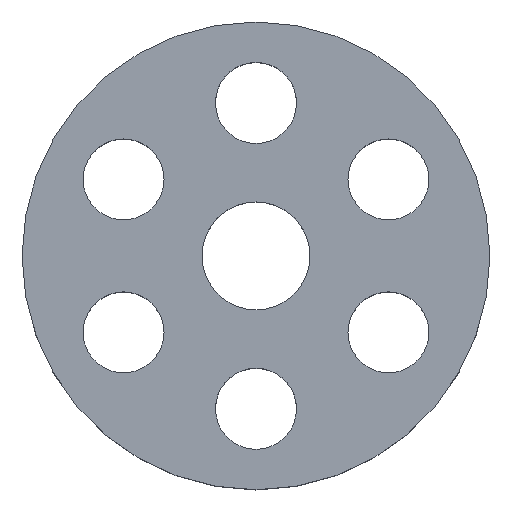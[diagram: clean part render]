
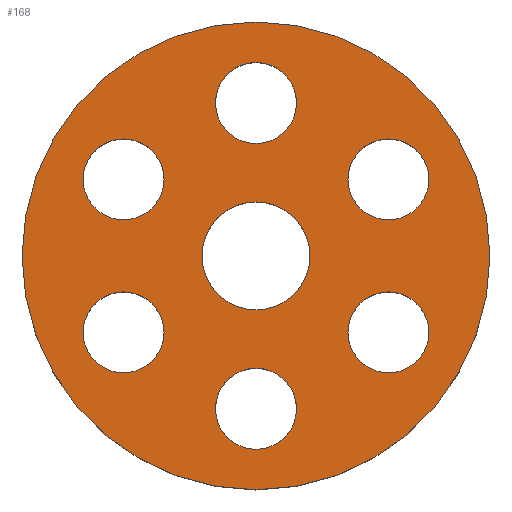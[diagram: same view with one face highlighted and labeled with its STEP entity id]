
A CAD part, top view. The second image highlights one B-rep face of the part: STEP entity #168.
In plain terms, the highlighted planar face has unit normal (0, 0, 1).
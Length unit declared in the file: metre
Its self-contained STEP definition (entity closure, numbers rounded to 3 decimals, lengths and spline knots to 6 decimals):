
#12=PLANE('',#195);
#18=ORIENTED_EDGE('',*,*,#50,.F.);
#19=ORIENTED_EDGE('',*,*,#51,.F.);
#20=ORIENTED_EDGE('',*,*,#52,.F.);
#21=ORIENTED_EDGE('',*,*,#53,.F.);
#22=ORIENTED_EDGE('',*,*,#54,.F.);
#23=ORIENTED_EDGE('',*,*,#55,.F.);
#24=ORIENTED_EDGE('',*,*,#46,.F.);
#25=ORIENTED_EDGE('',*,*,#48,.T.);
#46=EDGE_CURVE('',#62,#62,#78,.T.);
#48=EDGE_CURVE('',#64,#64,#80,.T.);
#50=EDGE_CURVE('',#66,#66,#82,.T.);
#51=EDGE_CURVE('',#67,#67,#83,.T.);
#52=EDGE_CURVE('',#68,#68,#84,.T.);
#53=EDGE_CURVE('',#69,#69,#85,.T.);
#54=EDGE_CURVE('',#70,#70,#86,.T.);
#55=EDGE_CURVE('',#71,#71,#87,.T.);
#62=VERTEX_POINT('',#272);
#64=VERTEX_POINT('',#277);
#66=VERTEX_POINT('',#282);
#67=VERTEX_POINT('',#284);
#68=VERTEX_POINT('',#286);
#69=VERTEX_POINT('',#288);
#70=VERTEX_POINT('',#290);
#71=VERTEX_POINT('',#292);
#78=CIRCLE('',#190,0.003);
#80=CIRCLE('',#193,0.013);
#82=CIRCLE('',#196,0.00225);
#83=CIRCLE('',#197,0.00225);
#84=CIRCLE('',#198,0.00225);
#85=CIRCLE('',#199,0.00225);
#86=CIRCLE('',#200,0.00225);
#87=CIRCLE('',#201,0.00225);
#98=EDGE_LOOP('',(#18));
#99=EDGE_LOOP('',(#19));
#100=EDGE_LOOP('',(#20));
#101=EDGE_LOOP('',(#21));
#102=EDGE_LOOP('',(#22));
#103=EDGE_LOOP('',(#23));
#104=EDGE_LOOP('',(#24));
#105=EDGE_LOOP('',(#25));
#130=FACE_BOUND('',#98,.T.);
#131=FACE_BOUND('',#99,.T.);
#132=FACE_BOUND('',#100,.T.);
#133=FACE_BOUND('',#101,.T.);
#134=FACE_BOUND('',#102,.T.);
#135=FACE_BOUND('',#103,.T.);
#136=FACE_BOUND('',#104,.T.);
#137=FACE_BOUND('',#105,.T.);
#168=ADVANCED_FACE('',(#130,#131,#132,#133,#134,#135,#136,#137),#12,.T.);
#190=AXIS2_PLACEMENT_3D('',#271,#219,#220);
#193=AXIS2_PLACEMENT_3D('',#276,#225,#226);
#195=AXIS2_PLACEMENT_3D('',#280,#229,#230);
#196=AXIS2_PLACEMENT_3D('',#281,#231,#232);
#197=AXIS2_PLACEMENT_3D('',#283,#233,#234);
#198=AXIS2_PLACEMENT_3D('',#285,#235,#236);
#199=AXIS2_PLACEMENT_3D('',#287,#237,#238);
#200=AXIS2_PLACEMENT_3D('',#289,#239,#240);
#201=AXIS2_PLACEMENT_3D('',#291,#241,#242);
#219=DIRECTION('',(0.,0.,1.));
#220=DIRECTION('',(1.,0.,0.));
#225=DIRECTION('',(0.,0.,1.));
#226=DIRECTION('',(1.,0.,0.));
#229=DIRECTION('',(0.,0.,1.));
#230=DIRECTION('',(1.,0.,0.));
#231=DIRECTION('',(0.,0.,1.));
#232=DIRECTION('',(1.,0.,0.));
#233=DIRECTION('',(0.,0.,1.));
#234=DIRECTION('',(1.,0.,0.));
#235=DIRECTION('',(0.,0.,1.));
#236=DIRECTION('',(1.,0.,0.));
#237=DIRECTION('',(0.,0.,1.));
#238=DIRECTION('',(1.,0.,0.));
#239=DIRECTION('',(0.,0.,1.));
#240=DIRECTION('',(1.,0.,0.));
#241=DIRECTION('',(0.,0.,1.));
#242=DIRECTION('',(1.,0.,0.));
#271=CARTESIAN_POINT('',(0.,0.,0.0065));
#272=CARTESIAN_POINT('',(0.003,0.,0.0065));
#276=CARTESIAN_POINT('',(0.,0.,0.0065));
#277=CARTESIAN_POINT('',(0.013,0.,0.0065));
#280=CARTESIAN_POINT('',(0.,0.,0.0065));
#281=CARTESIAN_POINT('',(0.007361,0.00425,0.0065));
#282=CARTESIAN_POINT('',(0.009611,0.00425,0.0065));
#283=CARTESIAN_POINT('',(0.007361,-0.00425,0.0065));
#284=CARTESIAN_POINT('',(0.009611,-0.00425,0.0065));
#285=CARTESIAN_POINT('',(0.,-0.0085,0.0065));
#286=CARTESIAN_POINT('',(0.00225,-0.0085,0.0065));
#287=CARTESIAN_POINT('',(-0.007361,-0.00425,0.0065));
#288=CARTESIAN_POINT('',(-0.005111,-0.00425,0.0065));
#289=CARTESIAN_POINT('',(-0.007361,0.00425,0.0065));
#290=CARTESIAN_POINT('',(-0.005111,0.00425,0.0065));
#291=CARTESIAN_POINT('',(0.,0.0085,0.0065));
#292=CARTESIAN_POINT('',(0.00225,0.0085,0.0065));
